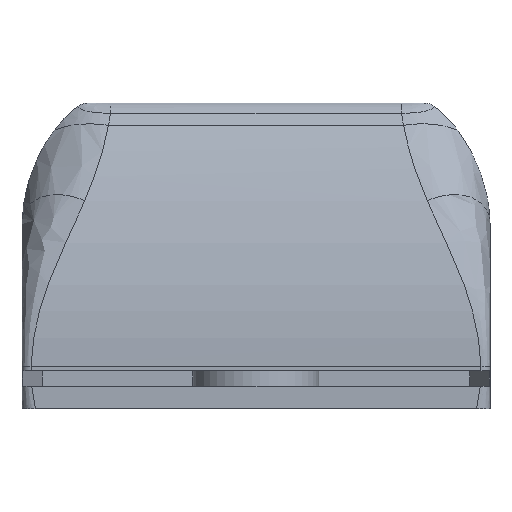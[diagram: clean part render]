
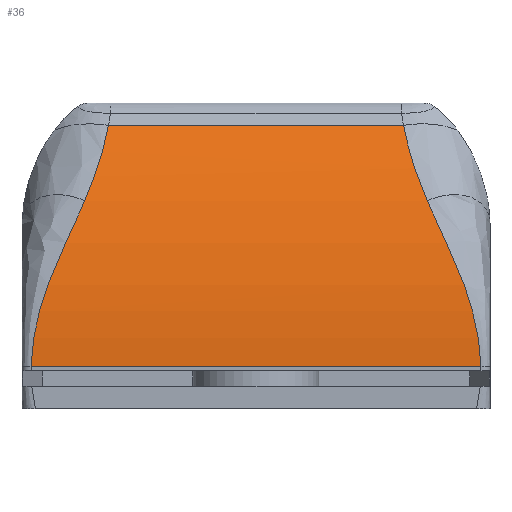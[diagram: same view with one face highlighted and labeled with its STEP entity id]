
A CAD part, top view. The second image highlights one B-rep face of the part: STEP entity #36.
In plain terms, the highlighted free-form (B-spline) face has degree [2, 1] with [9, 2] control points.
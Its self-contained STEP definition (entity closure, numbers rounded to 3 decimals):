
#36=ADVANCED_FACE('',(#113),#991,.T.);
#113=FACE_OUTER_BOUND('',#180,.T.);
#180=EDGE_LOOP('',(#354,#355,#356,#357,#358,#359));
#354=ORIENTED_EDGE('',*,*,#629,.T.);
#355=ORIENTED_EDGE('',*,*,#626,.F.);
#356=ORIENTED_EDGE('',*,*,#633,.T.);
#357=ORIENTED_EDGE('',*,*,#632,.T.);
#358=ORIENTED_EDGE('',*,*,#631,.T.);
#359=ORIENTED_EDGE('',*,*,#616,.F.);
#616=EDGE_CURVE('',#927,#926,#805,.T.);
#626=EDGE_CURVE('',#935,#936,#815,.T.);
#629=EDGE_CURVE('',#927,#936,#818,.T.);
#631=EDGE_CURVE('',#937,#926,#820,.T.);
#632=EDGE_CURVE('',#938,#937,#821,.T.);
#633=EDGE_CURVE('',#935,#938,#822,.T.);
#805=B_SPLINE_CURVE_WITH_KNOTS('',1,(#2357,#2358),.UNSPECIFIED.,.F.,.F.,
(2,2),(-65.593,0.),.UNSPECIFIED.);
#815=B_SPLINE_CURVE_WITH_KNOTS('',3,(#2433,#2434,#2435,#2436,#2437,#2438,
#2439),.UNSPECIFIED.,.F.,.F.,(4,1,1,1,4),(0.094,1.225,
2.357,3.488,4.054),.UNSPECIFIED.);
#818=B_SPLINE_CURVE_WITH_KNOTS('',3,(#2456,#2457,#2458,#2459,#2460),
 .UNSPECIFIED.,.F.,.F.,(4,1,4),(-5.794,-4.8,-4.054),
 .UNSPECIFIED.);
#820=B_SPLINE_CURVE_WITH_KNOTS('',3,(#2466,#2467,#2468,#2469,#2470),
 .UNSPECIFIED.,.F.,.F.,(4,1,4),(-2.575,-1.829,-0.835),
 .UNSPECIFIED.);
#821=B_SPLINE_CURVE_WITH_KNOTS('',3,(#2471,#2472,#2473,#2474,#2475,#2476,
#2477),.UNSPECIFIED.,.F.,.F.,(4,1,1,1,4),(0.,5.766,17.298,
28.83,40.361),.UNSPECIFIED.);
#822=B_SPLINE_CURVE_WITH_KNOTS('',1,(#2478,#2479),.UNSPECIFIED.,.F.,.F.,
(2,2),(0.,99.978),.UNSPECIFIED.);
#926=VERTEX_POINT('',#1988);
#927=VERTEX_POINT('',#1989);
#935=VERTEX_POINT('',#1997);
#936=VERTEX_POINT('',#1998);
#937=VERTEX_POINT('',#1999);
#938=VERTEX_POINT('',#2000);
#991=(
BOUNDED_SURFACE()
B_SPLINE_SURFACE(2,1,((#1629,#1630),(#1631,#1632),(#1633,#1634),(#1635,
#1636),(#1637,#1638),(#1639,#1640),(#1641,#1642),(#1643,#1644),(#1645,#1646)),
 .UNSPECIFIED.,.T.,.F.,.F.)
B_SPLINE_SURFACE_WITH_KNOTS((3,2,2,2,3),(2,2),(0.,157.08,314.159,
471.239,628.319),(0.,120.214),.UNSPECIFIED.)
GEOMETRIC_REPRESENTATION_ITEM()
RATIONAL_B_SPLINE_SURFACE(((1.,1.),(0.707,0.707),
(1.,1.),(0.707,0.707),(1.,1.),(0.707,
0.707),(1.,1.),(0.707,0.707),(1.,1.)))
REPRESENTATION_ITEM('')
SURFACE()
);
#1629=CARTESIAN_POINT('',(-1737.052,-90.564,-80.));
#1630=CARTESIAN_POINT('',(-1857.266,-90.564,-80.));
#1631=CARTESIAN_POINT('',(-1737.052,-90.564,20.));
#1632=CARTESIAN_POINT('',(-1857.266,-90.564,20.));
#1633=CARTESIAN_POINT('',(-1737.052,9.436,20.));
#1634=CARTESIAN_POINT('',(-1857.266,9.436,20.));
#1635=CARTESIAN_POINT('',(-1737.052,109.436,20.));
#1636=CARTESIAN_POINT('',(-1857.266,109.436,20.));
#1637=CARTESIAN_POINT('',(-1737.052,109.436,-80.));
#1638=CARTESIAN_POINT('',(-1857.266,109.436,-80.));
#1639=CARTESIAN_POINT('',(-1737.052,109.436,-180.));
#1640=CARTESIAN_POINT('',(-1857.266,109.436,-180.));
#1641=CARTESIAN_POINT('',(-1737.052,9.436,-180.));
#1642=CARTESIAN_POINT('',(-1857.266,9.436,-180.));
#1643=CARTESIAN_POINT('',(-1737.052,-90.564,-180.));
#1644=CARTESIAN_POINT('',(-1857.266,-90.564,-180.));
#1645=CARTESIAN_POINT('',(-1737.052,-90.564,-80.));
#1646=CARTESIAN_POINT('',(-1857.266,-90.564,-80.));
#1988=CARTESIAN_POINT('',(-1764.363,63.036,4.421));
#1989=CARTESIAN_POINT('',(-1829.956,63.036,4.421));
#1997=CARTESIAN_POINT('',(-1847.148,9.436,20.));
#1998=CARTESIAN_POINT('',(-1835.205,46.258,12.974));
#1999=CARTESIAN_POINT('',(-1759.113,46.258,12.974));
#2000=CARTESIAN_POINT('',(-1747.17,9.436,20.));
#2357=CARTESIAN_POINT('',(-1829.956,63.036,4.421));
#2358=CARTESIAN_POINT('',(-1764.363,63.036,4.421));
#2433=CARTESIAN_POINT('',(-1847.148,9.436,20.));
#2434=CARTESIAN_POINT('',(-1847.06,13.283,20.));
#2435=CARTESIAN_POINT('',(-1845.851,20.911,19.545));
#2436=CARTESIAN_POINT('',(-1842.093,31.374,17.741));
#2437=CARTESIAN_POINT('',(-1838.204,39.527,15.474));
#2438=CARTESIAN_POINT('',(-1835.933,44.55,13.65));
#2439=CARTESIAN_POINT('',(-1835.205,46.258,12.974));
#2456=CARTESIAN_POINT('',(-1829.956,63.036,4.421));
#2457=CARTESIAN_POINT('',(-1830.555,59.688,6.547));
#2458=CARTESIAN_POINT('',(-1832.125,53.897,9.732));
#2459=CARTESIAN_POINT('',(-1834.246,48.509,12.082));
#2460=CARTESIAN_POINT('',(-1835.205,46.258,12.974));
#2466=CARTESIAN_POINT('',(-1759.113,46.258,12.974));
#2467=CARTESIAN_POINT('',(-1760.073,48.509,12.082));
#2468=CARTESIAN_POINT('',(-1762.194,53.898,9.732));
#2469=CARTESIAN_POINT('',(-1763.764,59.688,6.547));
#2470=CARTESIAN_POINT('',(-1764.363,63.036,4.421));
#2471=CARTESIAN_POINT('',(-1747.17,9.436,20.));
#2472=CARTESIAN_POINT('',(-1747.214,11.359,20.));
#2473=CARTESIAN_POINT('',(-1747.739,17.119,19.833));
#2474=CARTESIAN_POINT('',(-1750.167,26.272,18.762));
#2475=CARTESIAN_POINT('',(-1754.513,36.293,16.502));
#2476=CARTESIAN_POINT('',(-1757.657,42.843,14.326));
#2477=CARTESIAN_POINT('',(-1759.113,46.258,12.974));
#2478=CARTESIAN_POINT('',(-1847.148,9.436,20.));
#2479=CARTESIAN_POINT('',(-1747.17,9.436,20.));
